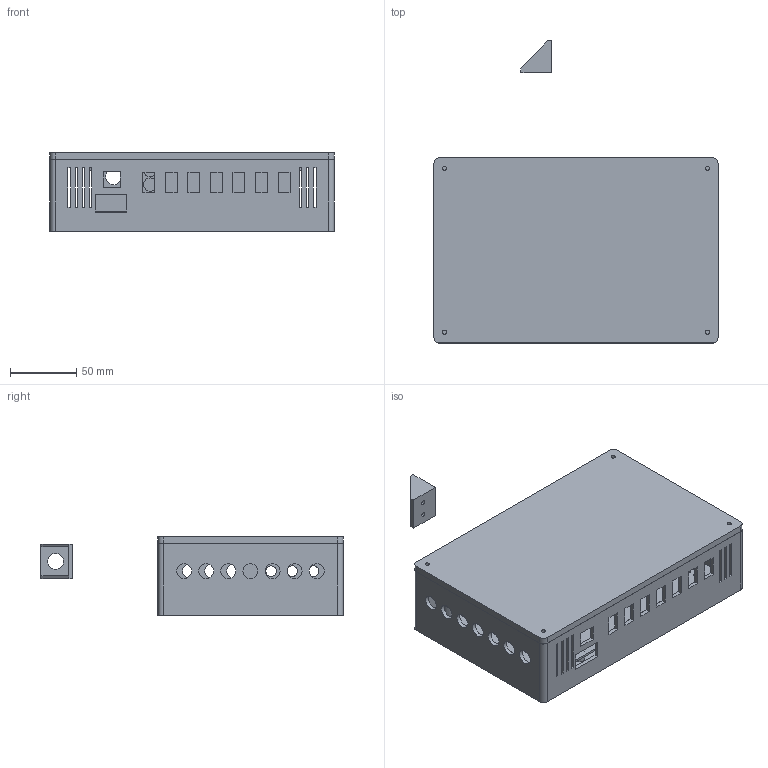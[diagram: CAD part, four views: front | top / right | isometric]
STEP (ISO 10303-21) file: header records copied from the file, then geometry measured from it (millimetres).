
FILE_DESCRIPTION(/* description */ ('KiCad electronic assembly'),/* implementation_level */ '2;1');
FILE_NAME(/* name */ 'OPB_enclosure_USB.step',/* time_stamp */ '2026-02-22T22:27:20+01:00',/* author */ (''),/* organization */ (''),/* preprocessor_version */ 'ST-DEVELOPER v20.1',/* originating_system */ 'Autodesk Translation Framework v14.24.0.0',/* authorisation */ '');
FILE_SCHEMA (('AUTOMOTIVE_DESIGN { 1 0 10303 214 3 1 1 }'));
Length unit declared in the file: millimetre
Products named in the file (2): PowerBox2.1 KICAD 1; _autosave-PowerBox2.1 KICAD_PCB
Assembly tree (1 placements, depth 2):
  PowerBox2.1 KICAD 1
    _autosave-PowerBox2.1 KICAD_PCB
Bounding box: 214.14 x 227.76 x 59.2 mm (x, y, z)
Volume: 372374.1 mm3; surface area: 258071.8 mm2
Topology: 4 solids, 4 shells, 485 faces, 1234 edges, 822 vertices
Faces by surface type: cylinder 270, plane 215
Full cylindrical faces by diameter (mm): 0.2 x11, 0.5 x32, 0.889 x30, 0.914 x4, 1.1 x36, 1.3 x12, 1.52 x30, 2.311 x2, 3 x2, 3.2 x8, 3.9 x2, 4 x10, 4.2 x4, 5.9 x19, 8 x3, 10 x29, 11.3 x10, 12 x2
Entity records: 15751 total; most frequent: DIRECTION 2750, CARTESIAN_POINT 2544, ORIENTED_EDGE 2468, EDGE_CURVE 1234, AXIS2_PLACEMENT_3D 1028, EDGE_LOOP 970, VERTEX_POINT 822, LINE 694
